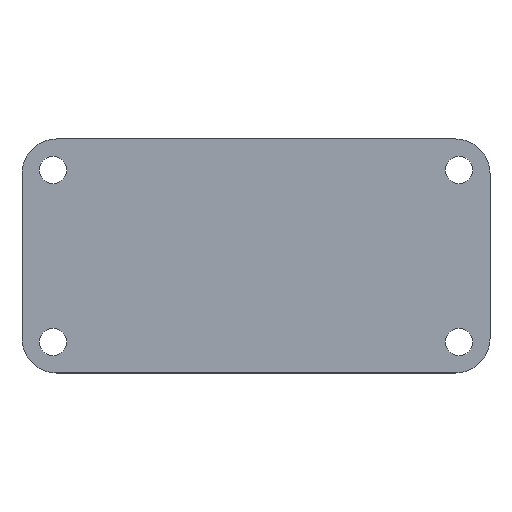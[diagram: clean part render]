
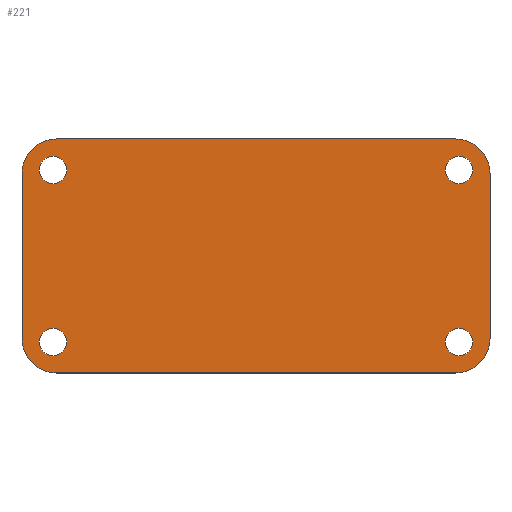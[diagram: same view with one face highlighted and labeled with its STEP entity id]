
A CAD part, top view. The second image highlights one B-rep face of the part: STEP entity #221.
In plain terms, the highlighted planar face has unit normal (0, 0, 1).
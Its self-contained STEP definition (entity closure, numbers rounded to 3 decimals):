
#127 = VERTEX_POINT( '', #342 );
#133 = EDGE_CURVE( '', #257, #127, #348, .T. );
#137 = EDGE_CURVE( '', #295, #231, #353, .T. );
#139 = VERTEX_POINT( '', #355 );
#143 = VERTEX_POINT( '', #359 );
#149 = VERTEX_POINT( '', #365 );
#151 = EDGE_CURVE( '', #277, #143, #367, .T. );
#155 = EDGE_CURVE( '', #149, #257, #372, .T. );
#161 = EDGE_CURVE( '', #203, #273, #378, .T. );
#169 = EDGE_CURVE( '', #275, #283, #388, .T. );
#171 = EDGE_CURVE( '', #127, #275, #390, .T. );
#177 = EDGE_CURVE( '', #283, #277, #396, .T. );
#179 = VERTEX_POINT( '', #398 );
#193 = VERTEX_POINT( '', #413 );
#197 = EDGE_CURVE( '', #143, #193, #417, .T. );
#199 = EDGE_CURVE( '', #193, #149, #419, .T. );
#203 = VERTEX_POINT( '', #423 );
#209 = EDGE_CURVE( '', #231, #295, #435, .T. );
#221 = ADVANCED_FACE( '', ( #448, #449, #450, #451, #452 ), #453, .T. );
#231 = VERTEX_POINT( '', #463 );
#251 = EDGE_CURVE( '', #291, #139, #486, .T. );
#257 = VERTEX_POINT( '', #492 );
#267 = EDGE_CURVE( '', #179, #293, #504, .T. );
#273 = VERTEX_POINT( '', #511 );
#275 = VERTEX_POINT( '', #513 );
#277 = VERTEX_POINT( '', #515 );
#283 = VERTEX_POINT( '', #521 );
#291 = VERTEX_POINT( '', #529 );
#293 = VERTEX_POINT( '', #531 );
#295 = VERTEX_POINT( '', #533 );
#313 = EDGE_CURVE( '', #293, #179, #554, .T. );
#315 = EDGE_CURVE( '', #139, #291, #556, .T. );
#317 = EDGE_CURVE( '', #273, #203, #558, .T. );
#342 = CARTESIAN_POINT( '', ( 0., 5., 0.5 ) );
#348 = CIRCLE( '', #583, 5. );
#353 = CIRCLE( '', #589, 2. );
#355 = CARTESIAN_POINT( '', ( 61.5, 29.5, 0.5 ) );
#359 = CARTESIAN_POINT( '', ( 68., 29., 0.5 ) );
#365 = CARTESIAN_POINT( '', ( 63., 0., 0.5 ) );
#367 = CIRCLE( '', #608, 5. );
#372 = LINE( '', #614, #615 );
#378 = CIRCLE( '', #623, 2. );
#388 = CIRCLE( '', #636, 5. );
#390 = LINE( '', #639, #640 );
#396 = LINE( '', #647, #648 );
#398 = CARTESIAN_POINT( '', ( 61.5, 4.5, 0.5 ) );
#413 = CARTESIAN_POINT( '', ( 68., 5., 0.5 ) );
#417 = LINE( '', #679, #680 );
#419 = CIRCLE( '', #683, 5. );
#423 = CARTESIAN_POINT( '', ( 6.5, 4.5, 0.5 ) );
#435 = CIRCLE( '', #702, 2. );
#448 = FACE_OUTER_BOUND( '', #718, .T. );
#449 = FACE_BOUND( '', #719, .T. );
#450 = FACE_BOUND( '', #720, .T. );
#451 = FACE_BOUND( '', #721, .T. );
#452 = FACE_BOUND( '', #722, .T. );
#453 = PLANE( '', #723 );
#463 = CARTESIAN_POINT( '', ( 2.5, 29.5, 0.5 ) );
#486 = CIRCLE( '', #769, 2. );
#492 = CARTESIAN_POINT( '', ( 5., 0., 0.5 ) );
#504 = CIRCLE( '', #789, 2. );
#511 = CARTESIAN_POINT( '', ( 2.5, 4.5, 0.5 ) );
#513 = CARTESIAN_POINT( '', ( 0., 29., 0.5 ) );
#515 = CARTESIAN_POINT( '', ( 63., 34., 0.5 ) );
#521 = CARTESIAN_POINT( '', ( 5., 34., 0.5 ) );
#529 = CARTESIAN_POINT( '', ( 65.5, 29.5, 0.5 ) );
#531 = CARTESIAN_POINT( '', ( 65.5, 4.5, 0.5 ) );
#533 = CARTESIAN_POINT( '', ( 6.5, 29.5, 0.5 ) );
#554 = CIRCLE( '', #852, 2. );
#556 = CIRCLE( '', #855, 2. );
#558 = CIRCLE( '', #858, 2. );
#583 = AXIS2_PLACEMENT_3D( '', #869, #870, #871 );
#589 = AXIS2_PLACEMENT_3D( '', #880, #881, #882 );
#608 = AXIS2_PLACEMENT_3D( '', #885, #886, #887 );
#614 = CARTESIAN_POINT( '', ( 5., 0., 0.5 ) );
#615 = VECTOR( '', #896, 1. );
#623 = AXIS2_PLACEMENT_3D( '', #900, #901, #902 );
#636 = AXIS2_PLACEMENT_3D( '', #920, #921, #922 );
#639 = CARTESIAN_POINT( '', ( 0., 29., 0.5 ) );
#640 = VECTOR( '', #923, 1. );
#647 = CARTESIAN_POINT( '', ( 63., 34., 0.5 ) );
#648 = VECTOR( '', #924, 1. );
#679 = CARTESIAN_POINT( '', ( 68., 5., 0.5 ) );
#680 = VECTOR( '', #940, 1. );
#683 = AXIS2_PLACEMENT_3D( '', #941, #942, #943 );
#702 = AXIS2_PLACEMENT_3D( '', #973, #974, #975 );
#718 = EDGE_LOOP( '', ( #994, #995, #996, #997, #998, #999, #1000, #1001 ) );
#719 = EDGE_LOOP( '', ( #1002, #1003 ) );
#720 = EDGE_LOOP( '', ( #1004, #1005 ) );
#721 = EDGE_LOOP( '', ( #1006, #1007 ) );
#722 = EDGE_LOOP( '', ( #1008, #1009 ) );
#723 = AXIS2_PLACEMENT_3D( '', #1010, #1011, #1012 );
#769 = AXIS2_PLACEMENT_3D( '', #1048, #1049, #1050 );
#789 = AXIS2_PLACEMENT_3D( '', #1070, #1071, #1072 );
#852 = AXIS2_PLACEMENT_3D( '', #1120, #1121, #1122 );
#855 = AXIS2_PLACEMENT_3D( '', #1123, #1124, #1125 );
#858 = AXIS2_PLACEMENT_3D( '', #1126, #1127, #1128 );
#869 = CARTESIAN_POINT( '', ( 5., 5., 0.5 ) );
#870 = DIRECTION( '', ( 0., 0., -1. ) );
#871 = DIRECTION( '', ( -1., 0., 0. ) );
#880 = CARTESIAN_POINT( '', ( 4.5, 29.5, 0.5 ) );
#881 = DIRECTION( '', ( 0., 0., 1. ) );
#882 = DIRECTION( '', ( 1., 0., 0. ) );
#885 = CARTESIAN_POINT( '', ( 63., 29., 0.5 ) );
#886 = DIRECTION( '', ( 0., 0., -1. ) );
#887 = DIRECTION( '', ( 1., 0., 0. ) );
#896 = DIRECTION( '', ( -1., 0., 0. ) );
#900 = CARTESIAN_POINT( '', ( 4.5, 4.5, 0.5 ) );
#901 = DIRECTION( '', ( 0., 0., 1. ) );
#902 = DIRECTION( '', ( 1., 0., 0. ) );
#920 = CARTESIAN_POINT( '', ( 5., 29., 0.5 ) );
#921 = DIRECTION( '', ( 0., 0., -1. ) );
#922 = DIRECTION( '', ( 0., 1., 0. ) );
#923 = DIRECTION( '', ( 0., 1., 0. ) );
#924 = DIRECTION( '', ( 1., 0., 0. ) );
#940 = DIRECTION( '', ( 0., -1., 0. ) );
#941 = CARTESIAN_POINT( '', ( 63., 5., 0.5 ) );
#942 = DIRECTION( '', ( 0., 0., -1. ) );
#943 = DIRECTION( '', ( 0., -1., 0. ) );
#973 = CARTESIAN_POINT( '', ( 4.5, 29.5, 0.5 ) );
#974 = DIRECTION( '', ( 0., 0., 1. ) );
#975 = DIRECTION( '', ( 1., 0., 0. ) );
#994 = ORIENTED_EDGE( '', *, *, #169, .F. );
#995 = ORIENTED_EDGE( '', *, *, #171, .F. );
#996 = ORIENTED_EDGE( '', *, *, #133, .F. );
#997 = ORIENTED_EDGE( '', *, *, #155, .F. );
#998 = ORIENTED_EDGE( '', *, *, #199, .F. );
#999 = ORIENTED_EDGE( '', *, *, #197, .F. );
#1000 = ORIENTED_EDGE( '', *, *, #151, .F. );
#1001 = ORIENTED_EDGE( '', *, *, #177, .F. );
#1002 = ORIENTED_EDGE( '', *, *, #251, .F. );
#1003 = ORIENTED_EDGE( '', *, *, #315, .F. );
#1004 = ORIENTED_EDGE( '', *, *, #313, .F. );
#1005 = ORIENTED_EDGE( '', *, *, #267, .F. );
#1006 = ORIENTED_EDGE( '', *, *, #137, .F. );
#1007 = ORIENTED_EDGE( '', *, *, #209, .F. );
#1008 = ORIENTED_EDGE( '', *, *, #161, .F. );
#1009 = ORIENTED_EDGE( '', *, *, #317, .F. );
#1010 = CARTESIAN_POINT( '', ( 0., 0., 0.5 ) );
#1011 = DIRECTION( '', ( 0., 0., 1. ) );
#1012 = DIRECTION( '', ( 1., 0., 0. ) );
#1048 = CARTESIAN_POINT( '', ( 63.5, 29.5, 0.5 ) );
#1049 = DIRECTION( '', ( 0., 0., 1. ) );
#1050 = DIRECTION( '', ( 1., 0., 0. ) );
#1070 = CARTESIAN_POINT( '', ( 63.5, 4.5, 0.5 ) );
#1071 = DIRECTION( '', ( 0., 0., 1. ) );
#1072 = DIRECTION( '', ( 1., 0., 0. ) );
#1120 = CARTESIAN_POINT( '', ( 63.5, 4.5, 0.5 ) );
#1121 = DIRECTION( '', ( 0., 0., 1. ) );
#1122 = DIRECTION( '', ( 1., 0., 0. ) );
#1123 = CARTESIAN_POINT( '', ( 63.5, 29.5, 0.5 ) );
#1124 = DIRECTION( '', ( 0., 0., 1. ) );
#1125 = DIRECTION( '', ( 1., 0., 0. ) );
#1126 = CARTESIAN_POINT( '', ( 4.5, 4.5, 0.5 ) );
#1127 = DIRECTION( '', ( 0., 0., 1. ) );
#1128 = DIRECTION( '', ( 1., 0., 0. ) );
